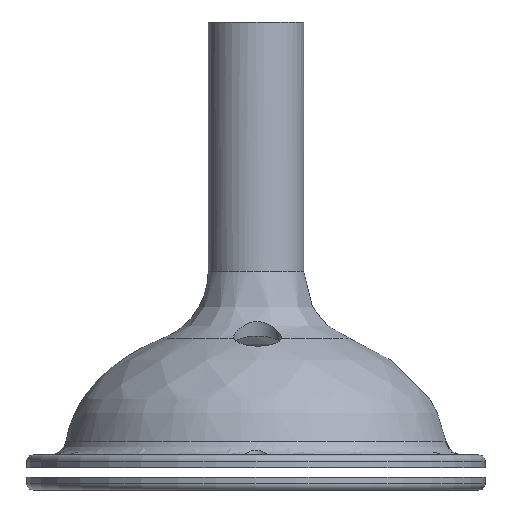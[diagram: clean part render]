
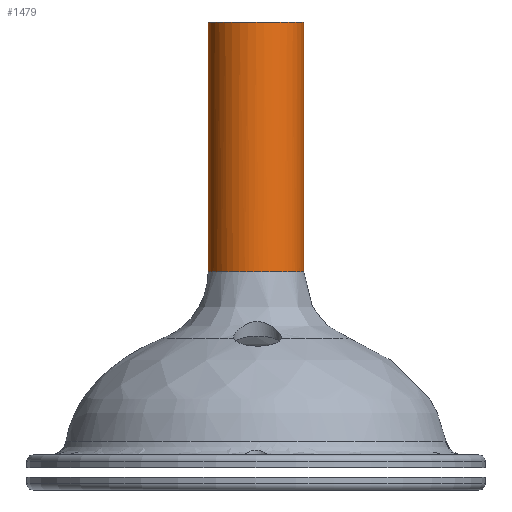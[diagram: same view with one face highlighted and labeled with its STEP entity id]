
A CAD part, front view. The second image highlights one B-rep face of the part: STEP entity #1479.
In plain terms, the highlighted cylindrical face has radius 15 mm (diameter 30 mm), a full revolution.
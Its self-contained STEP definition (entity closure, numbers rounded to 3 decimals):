
#36=LINE('',#2706,#109);
#109=VECTOR('',#1853,15.);
#182=CYLINDRICAL_SURFACE('',#1602,15.);
#257=B_SPLINE_CURVE_WITH_KNOTS('',3,(#2575,#2576,#2577,#2578,#2579,#2580,
#2581,#2582,#2583,#2584,#2585,#2586,#2587,#2588,#2589,#2590,#2591,#2592,
#2593),.UNSPECIFIED.,.T.,.F.,(4,1,1,1,1,1,1,1,1,1,1,1,1,1,1,1,4),(-0.591,
0.085,0.76,1.435,2.11,2.56,
3.461,3.686,3.911,4.811,5.261,
5.711,6.161,6.612,7.512,8.187,
8.862),.UNSPECIFIED.);
#288=FACE_OUTER_BOUND('',#389,.T.);
#389=EDGE_LOOP('',(#1034,#1035,#1036,#1037));
#510=CIRCLE('',#1603,15.);
#650=VERTEX_POINT('',#2573);
#653=VERTEX_POINT('',#2704);
#790=EDGE_CURVE('',#650,#650,#257,.T.);
#796=EDGE_CURVE('',#653,#653,#510,.T.);
#797=EDGE_CURVE('',#653,#650,#36,.T.);
#1034=ORIENTED_EDGE('',*,*,#796,.F.);
#1035=ORIENTED_EDGE('',*,*,#797,.T.);
#1036=ORIENTED_EDGE('',*,*,#790,.F.);
#1037=ORIENTED_EDGE('',*,*,#797,.F.);
#1479=ADVANCED_FACE('',(#288),#182,.T.);
#1602=AXIS2_PLACEMENT_3D('',#2703,#1849,#1850);
#1603=AXIS2_PLACEMENT_3D('',#2705,#1851,#1852);
#1849=DIRECTION('center_axis',(0.,0.,1.));
#1850=DIRECTION('ref_axis',(1.,0.,0.));
#1851=DIRECTION('center_axis',(0.,0.,1.));
#1852=DIRECTION('ref_axis',(1.,0.,0.));
#1853=DIRECTION('',(0.,0.,-1.));
#2573=CARTESIAN_POINT('',(-15.,0.,57.604));
#2575=CARTESIAN_POINT('Ctrl Pts',(-15.,0.,57.604));
#2576=CARTESIAN_POINT('Ctrl Pts',(-15.,2.244,57.604));
#2577=CARTESIAN_POINT('Ctrl Pts',(-13.977,6.73,57.604));
#2578=CARTESIAN_POINT('Ctrl Pts',(-9.673,12.128,57.604));
#2579=CARTESIAN_POINT('Ctrl Pts',(-3.451,15.125,57.604));
#2580=CARTESIAN_POINT('Ctrl Pts',(2.682,15.12,57.604));
#2581=CARTESIAN_POINT('Ctrl Pts',(9.025,12.637,57.604));
#2582=CARTESIAN_POINT('Ctrl Pts',(12.752,8.634,57.604));
#2583=CARTESIAN_POINT('Ctrl Pts',(14.385,4.437,57.604));
#2584=CARTESIAN_POINT('Ctrl Pts',(15.399,0.05,57.604));
#2585=CARTESIAN_POINT('Ctrl Pts',(14.578,-5.358,57.604));
#2586=CARTESIAN_POINT('Ctrl Pts',(11.159,-10.355,57.604));
#2587=CARTESIAN_POINT('Ctrl Pts',(7.614,-13.187,57.604));
#2588=CARTESIAN_POINT('Ctrl Pts',(3.389,-14.84,57.604));
#2589=CARTESIAN_POINT('Ctrl Pts',(-2.65,-15.307,57.604));
#2590=CARTESIAN_POINT('Ctrl Pts',(-9.196,-12.737,57.604));
#2591=CARTESIAN_POINT('Ctrl Pts',(-13.976,-6.726,57.604));
#2592=CARTESIAN_POINT('Ctrl Pts',(-15.,-2.244,57.604));
#2593=CARTESIAN_POINT('Ctrl Pts',(-15.,0.,57.604));
#2703=CARTESIAN_POINT('Origin',(0.,0.,40.));
#2704=CARTESIAN_POINT('',(-15.,0.,136.));
#2705=CARTESIAN_POINT('Origin',(0.,0.,136.));
#2706=CARTESIAN_POINT('',(-15.,0.,40.));
